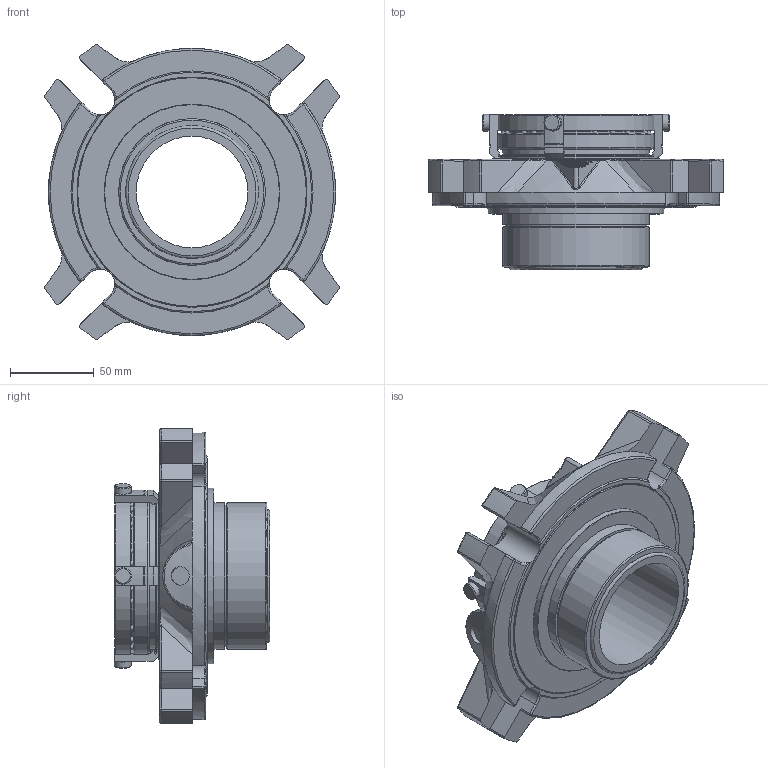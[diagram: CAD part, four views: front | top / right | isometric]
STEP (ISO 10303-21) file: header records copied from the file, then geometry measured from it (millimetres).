
FILE_DESCRIPTION(/* description */ ('Unknown'),/* implementation_level */ '2;1');
FILE_NAME(/* name */ '2.625 CDPN ANSI+ SEAL ARRANGEMENT',/* time_stamp */ '2023-04-20T15:00:33-04:00',/* author */ ('Unknown'),/* organization */ ('Unknown'),/* preprocessor_version */ 'ST-DEVELOPER v18.102',/* originating_system */ 'Solid Edge',/* authorisation */ 'Unknown');
FILE_SCHEMA (('AUTOMOTIVE_DESIGN {1 0 10303 214 3 1 1}'));
Length unit declared in the file: millimetre
Products named in the file (1): 3213502-2.625 CDPN ANSI+ SEAL ARRANGEMENT
Bounding box: 176.08 x 92.63 x 176.08 mm (x, y, z)
Volume: 718411.1 mm3; surface area: 110881.2 mm2
Topology: 1 solids, 1 shells, 620 faces, 1606 edges, 976 vertices
Faces by surface type: cylinder 233, plane 151, torus 99, bspline 61, sphere 40, cone 36
Full cylindrical faces by diameter (mm): 2.87 x18, 3.175 x2, 3.31 x1, 10 x4, 10.998 x3, 66.675 x1, 79.35 x1, 81.356 x1, 84.277 x1, 87.198 x1, 87.3 x1, 87.63 x1, 91.567 x1, 93.091 x1, 93.497 x1, 104.775 x1, 136.525 x1, 137.16 x1
Entity records: 19404 total; most frequent: CARTESIAN_POINT 5172, DIRECTION 3023, ORIENTED_EDGE 2884, EDGE_CURVE 1442, AXIS2_PLACEMENT_3D 1262, VERTEX_POINT 925, EDGE_LOOP 771, FACE_BOUND 771
